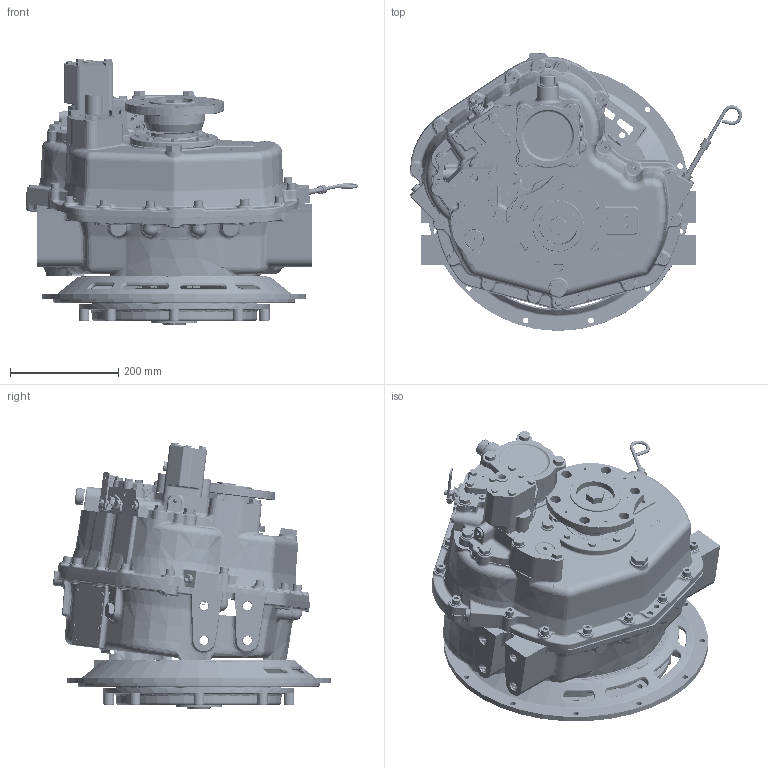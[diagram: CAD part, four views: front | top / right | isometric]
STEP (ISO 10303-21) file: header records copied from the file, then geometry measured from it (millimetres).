
FILE_DESCRIPTION (( 'STEP AP214' ), '1' );
FILE_NAME ('1026876A.STEP', '2014-07-03T15:54:23', ( '' ), ( '' ), 'SwSTEP 2.0', 'SolidWorks 2010', '' );
FILE_SCHEMA (( 'AUTOMOTIVE_DESIGN' ));
Length unit declared in the file: millimetre
Products named in the file (1): 1026876A
Bounding box: 613.93 x 513.91 x 493.27 mm (x, y, z)
Surface area: 2110908.4 mm2 (no closed solid volume)
Topology: 0 solids, 1592 shells, 8269 faces, 33580 edges, 26049 vertices
Faces by surface type: plane 3828, cylinder 1966, bspline 1296, torus 617, cone 479, sphere 83
Entity records: 523463 total; most frequent: CARTESIAN_POINT 169793, DIRECTION 53332, ORIENTED_EDGE 46236, EDGE_CURVE 33400, VERTEX_POINT 26040, AXIS2_PLACEMENT_3D 17931, LINE 17470, VECTOR 17470
